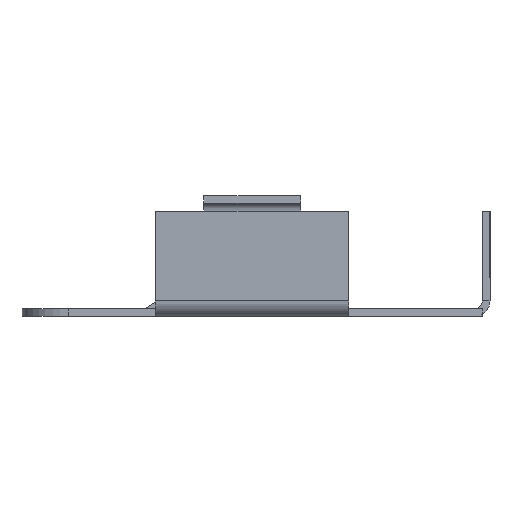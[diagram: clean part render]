
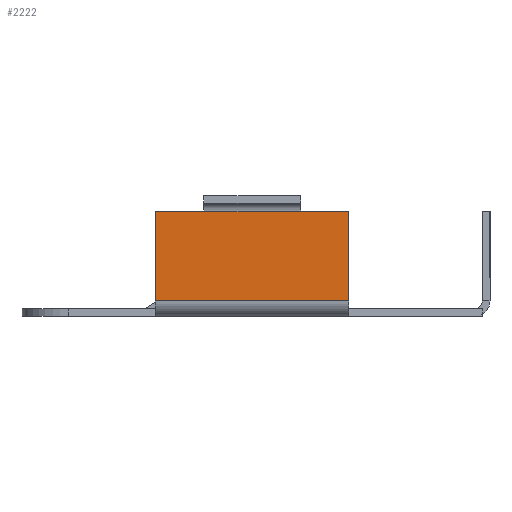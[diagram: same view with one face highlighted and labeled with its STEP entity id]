
A CAD part, left-side view. The second image highlights one B-rep face of the part: STEP entity #2222.
In plain terms, the highlighted planar face has unit normal (-1, 0, 0).
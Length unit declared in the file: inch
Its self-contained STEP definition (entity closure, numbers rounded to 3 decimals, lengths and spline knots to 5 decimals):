
#87 = LINE ( 'NONE', #1505, #743 ) ;
#146 = EDGE_CURVE ( 'NONE', #2517, #3015, #182, .T. ) ;
#182 = LINE ( 'NONE', #1541, #3162 ) ;
#184 = CARTESIAN_POINT ( 'NONE',  ( -0.332, 0.422, 0.136 ) ) ;
#281 = EDGE_CURVE ( 'NONE', #3276, #3200, #471, .T. ) ;
#325 = CARTESIAN_POINT ( 'NONE',  ( -0.332, 0.3595, 0.136 ) ) ;
#418 = ORIENTED_EDGE ( 'NONE', *, *, #3246, .T. ) ;
#453 = CARTESIAN_POINT ( 'NONE',  ( -0.332, 0.2345, 0.136 ) ) ;
#471 = LINE ( 'NONE', #453, #1286 ) ;
#474 = CARTESIAN_POINT ( 'NONE',  ( -0.332, 0.422, 0.02 ) ) ;
#482 = ORIENTED_EDGE ( 'NONE', *, *, #930, .F. ) ;
#525 = VERTEX_POINT ( 'NONE', #1451 ) ;
#700 = LINE ( 'NONE', #474, #2269 ) ;
#707 = ORIENTED_EDGE ( 'NONE', *, *, #824, .F. ) ;
#743 = VECTOR ( 'NONE', #2514, 39.37008 ) ;
#761 = EDGE_CURVE ( 'NONE', #1567, #3276, #2802, .T. ) ;
#824 = EDGE_CURVE ( 'NONE', #3200, #2517, #87, .T. ) ;
#930 = EDGE_CURVE ( 'NONE', #3015, #525, #700, .T. ) ;
#1286 = VECTOR ( 'NONE', #3391, 39.37008 ) ;
#1396 = CARTESIAN_POINT ( 'NONE',  ( -0.332, 0.422, 0.156 ) ) ;
#1451 = CARTESIAN_POINT ( 'NONE',  ( -0.332, 0.422, 0.02 ) ) ;
#1453 = CARTESIAN_POINT ( 'NONE',  ( -0.332, 0.3595, 0.136 ) ) ;
#1505 = CARTESIAN_POINT ( 'NONE',  ( -0.332, 0.2345, 0.136 ) ) ;
#1541 = CARTESIAN_POINT ( 'NONE',  ( -0.332, 0.172, 0.156 ) ) ;
#1567 = VERTEX_POINT ( 'NONE', #184 ) ;
#1765 = DIRECTION ( 'NONE',  ( -1., 0., 0. ) ) ;
#1887 = ORIENTED_EDGE ( 'NONE', *, *, #146, .F. ) ;
#2032 = ORIENTED_EDGE ( 'NONE', *, *, #281, .F. ) ;
#2086 = EDGE_LOOP ( 'NONE', ( #2032, #2921, #418, #482, #1887, #707 ) ) ;
#2106 = DIRECTION ( 'NONE',  ( 0., 1., 0. ) ) ;
#2222 = ADVANCED_FACE ( 'NONE', ( #2738 ), #2379, .T. ) ;
#2269 = VECTOR ( 'NONE', #2106, 39.37008 ) ;
#2379 = PLANE ( 'NONE',  #2935 ) ;
#2384 = DIRECTION ( 'NONE',  ( 0., 0., -1. ) ) ;
#2462 = CARTESIAN_POINT ( 'NONE',  ( -0.332, 0.422, 0.156 ) ) ;
#2514 = DIRECTION ( 'NONE',  ( 0., -1., 0. ) ) ;
#2517 = VERTEX_POINT ( 'NONE', #2886 ) ;
#2518 = CARTESIAN_POINT ( 'NONE',  ( -0.332, 0.2345, 0.136 ) ) ;
#2738 = FACE_OUTER_BOUND ( 'NONE', #2086, .T. ) ;
#2742 = LINE ( 'NONE', #1396, #2771 ) ;
#2754 = DIRECTION ( 'NONE',  ( 0., 0., 1. ) ) ;
#2771 = VECTOR ( 'NONE', #3016, 39.37008 ) ;
#2802 = LINE ( 'NONE', #1453, #3458 ) ;
#2886 = CARTESIAN_POINT ( 'NONE',  ( -0.332, 0.172, 0.136 ) ) ;
#2921 = ORIENTED_EDGE ( 'NONE', *, *, #761, .F. ) ;
#2935 = AXIS2_PLACEMENT_3D ( 'NONE', #2462, #1765, #2754 ) ;
#3015 = VERTEX_POINT ( 'NONE', #3409 ) ;
#3016 = DIRECTION ( 'NONE',  ( 0., 0., -1. ) ) ;
#3040 = DIRECTION ( 'NONE',  ( 0., -1., 0. ) ) ;
#3162 = VECTOR ( 'NONE', #2384, 39.37008 ) ;
#3200 = VERTEX_POINT ( 'NONE', #2518 ) ;
#3246 = EDGE_CURVE ( 'NONE', #1567, #525, #2742, .T. ) ;
#3276 = VERTEX_POINT ( 'NONE', #325 ) ;
#3391 = DIRECTION ( 'NONE',  ( 0., -1., 0. ) ) ;
#3409 = CARTESIAN_POINT ( 'NONE',  ( -0.332, 0.172, 0.02 ) ) ;
#3458 = VECTOR ( 'NONE', #3040, 39.37008 ) ;
